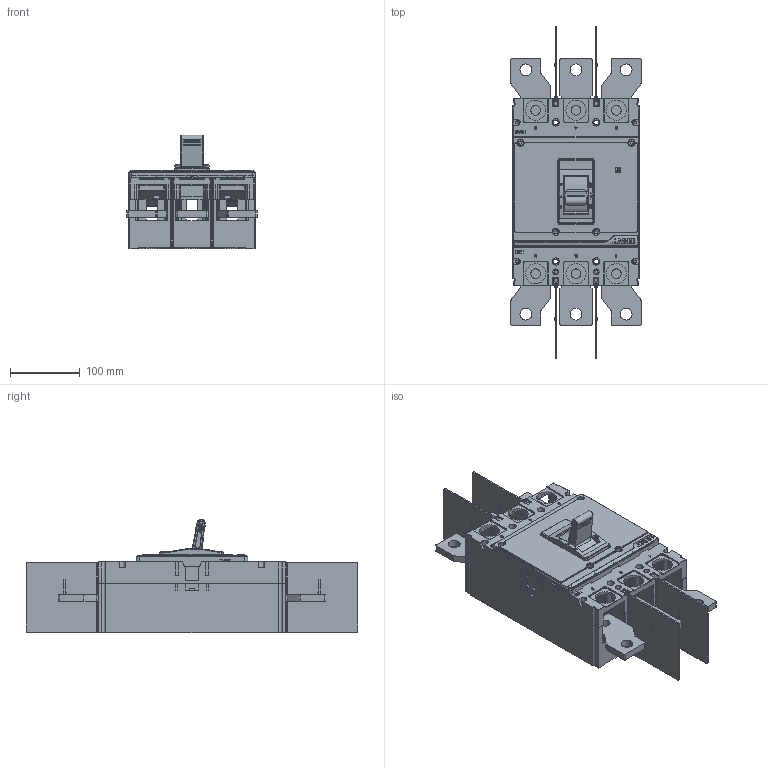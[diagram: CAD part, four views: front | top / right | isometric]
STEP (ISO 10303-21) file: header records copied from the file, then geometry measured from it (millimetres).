
FILE_DESCRIPTION(/* description */ (''),/* implementation_level */ '2;1');
FILE_NAME(/* name */ 'NXM-800-3P.stp',/* time_stamp */ '2017-03-08T08:31:42+08:00',/* author */ (''),/* organization */ (''),/* preprocessor_version */ 'ST-DEVELOPER v11',/* originating_system */ 'SIEMENS PLM Software NX 7.5',/* authorisation */ '');
FILE_SCHEMA (('CONFIG_CONTROL_DESIGN'));
Products named in the file (1): yangF58Dgz2u
Bounding box: 187 x 477 x 163.32 mm (x, y, z)
Volume: 2122072.3 mm3; surface area: 983720.9 mm2
Topology: 27 solids, 27 shells, 4875 faces, 13120 edges, 8475 vertices
Faces by surface type: plane 2903, cylinder 1231, extrusion 334, sphere 156, torus 105, cone 100, bspline 46
Full cylindrical faces by diameter (mm): 1.8 x1, 2.5 x2, 3 x2, 3.3 x1, 4.5 x24, 5 x5, 5.5 x19, 6 x8, 6.5 x9, 7 x4, 8.5 x8, 9.5 x7, 10 x4, 10.5 x15, 11 x19, 14 x12, 17 x6, 18 x6, 29 x12
Entity records: 159938 total; most frequent: CARTESIAN_POINT 38443, ORIENTED_EDGE 25712, DIRECTION 24034, EDGE_CURVE 12856, VECTOR 9206, LINE 8872, VERTEX_POINT 8401, AXIS2_PLACEMENT_3D 7414
